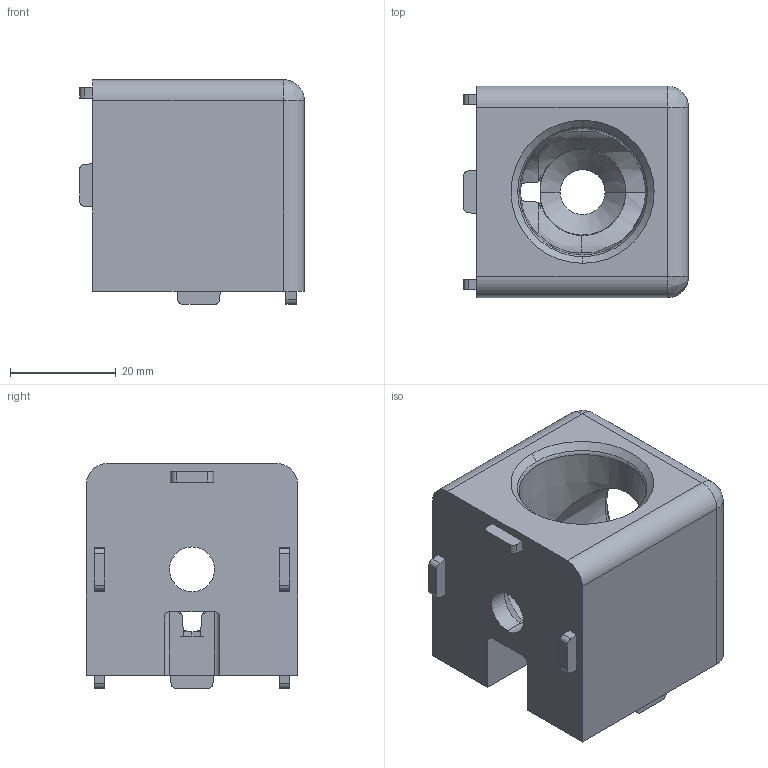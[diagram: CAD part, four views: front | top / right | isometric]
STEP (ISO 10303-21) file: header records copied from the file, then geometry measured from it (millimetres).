
FILE_DESCRIPTION (( 'STEP AP214' ), '1' );
FILE_NAME ('7121060', '2019-01-30T08:40:40', ( '' ), ('JUGARD+KÜNSTNER GmbH'), 'SwSTEP 2.0', 'SolidWorks 2017', '' );
FILE_SCHEMA (( 'AUTOMOTIVE_DESIGN' ));
Length unit declared in the file: millimetre
Products named in the file (2): 7121060; Part1
Assembly tree (1 placements, depth 2):
  7121060
    Part1
Bounding box: 42.5 x 40 x 42.5 mm (x, y, z)
Volume: 42559.9 mm3; surface area: 11908.7 mm2
Topology: 1 solids, 1 shells, 90 faces, 243 edges, 155 vertices
Faces by surface type: plane 40, cylinder 25, cone 17, bspline 8
Entity records: 4129 total; most frequent: CARTESIAN_POINT 808, ORIENTED_EDGE 482, DIRECTION 477, EDGE_CURVE 241, AXIS2_PLACEMENT_3D 170, VERTEX_POINT 155, VECTOR 137, LINE 137
